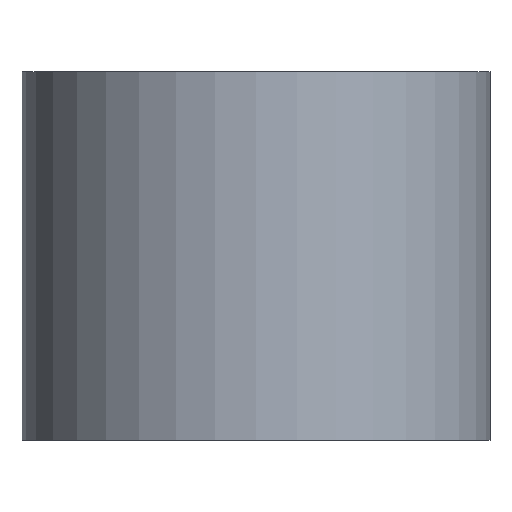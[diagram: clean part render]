
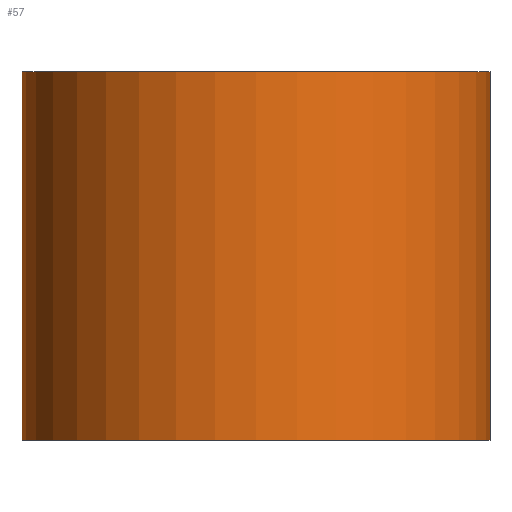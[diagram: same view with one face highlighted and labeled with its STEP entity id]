
A CAD part, front view. The second image highlights one B-rep face of the part: STEP entity #57.
In plain terms, the highlighted cylindrical face has radius 24.15 mm (diameter 48.3 mm), a partial arc.
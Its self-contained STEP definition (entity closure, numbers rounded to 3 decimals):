
#10 = ORIENTED_EDGE ( 'NONE', *, *, #11, .F. ) ;
#11 = EDGE_CURVE ( 'NONE', #64, #111, #31, .T. ) ;
#14 = ORIENTED_EDGE ( 'NONE', *, *, #15, .T. ) ;
#15 = EDGE_CURVE ( 'NONE', #54, #53, #317, .T. ) ;
#16 = ORIENTED_EDGE ( 'NONE', *, *, #106, .T. ) ;
#27 = DIRECTION ( 'NONE',  ( 1., 0., 0. ) ) ;
#28 = DIRECTION ( 'NONE',  ( 0., 0., 1. ) ) ;
#29 = CARTESIAN_POINT ( 'NONE',  ( 0., 0., 0. ) ) ;
#30 = AXIS2_PLACEMENT_3D ( 'NONE', #29, #28, #27 ) ;
#31 = CIRCLE ( 'NONE', #30, 24.15 ) ;
#53 = VERTEX_POINT ( 'NONE', #228 ) ;
#54 = VERTEX_POINT ( 'NONE', #227 ) ;
#57 = ADVANCED_FACE ( 'NONE', ( #265 ), #171, .T. ) ;
#58 = ORIENTED_EDGE ( 'NONE', *, *, #63, .F. ) ;
#63 = EDGE_CURVE ( 'NONE', #54, #64, #315, .T. ) ;
#64 = VERTEX_POINT ( 'NONE', #311 ) ;
#106 = EDGE_CURVE ( 'NONE', #53, #111, #279, .T. ) ;
#107 = EDGE_LOOP ( 'NONE', ( #58, #14, #16, #10 ) ) ;
#111 = VERTEX_POINT ( 'NONE', #305 ) ;
#147 = CARTESIAN_POINT ( 'NONE',  ( 0., 0., -38. ) ) ;
#169 = CARTESIAN_POINT ( 'NONE',  ( 0., 0., 0. ) ) ;
#170 = AXIS2_PLACEMENT_3D ( 'NONE', #169, #269, #268 ) ;
#171 = CYLINDRICAL_SURFACE ( 'NONE', #170, 24.15 ) ;
#200 = DIRECTION ( 'NONE',  ( 0., 0., 1. ) ) ;
#227 = CARTESIAN_POINT ( 'NONE',  ( -24.15, 0., -38. ) ) ;
#228 = CARTESIAN_POINT ( 'NONE',  ( 24.15, 0., -38. ) ) ;
#232 = DIRECTION ( 'NONE',  ( 1., 0., 0. ) ) ;
#265 = FACE_OUTER_BOUND ( 'NONE', #107, .T. ) ;
#268 = DIRECTION ( 'NONE',  ( 1., 0., 0. ) ) ;
#269 = DIRECTION ( 'NONE',  ( 0., 0., 1. ) ) ;
#276 = DIRECTION ( 'NONE',  ( 0., 0., 1. ) ) ;
#277 = VECTOR ( 'NONE', #276, 1000. ) ;
#278 = CARTESIAN_POINT ( 'NONE',  ( 24.15, 0., 0. ) ) ;
#279 = LINE ( 'NONE', #278, #277 ) ;
#305 = CARTESIAN_POINT ( 'NONE',  ( 24.15, 0., 0. ) ) ;
#311 = CARTESIAN_POINT ( 'NONE',  ( -24.15, 0., 0. ) ) ;
#312 = DIRECTION ( 'NONE',  ( 0., 0., 1. ) ) ;
#313 = VECTOR ( 'NONE', #312, 1000. ) ;
#314 = CARTESIAN_POINT ( 'NONE',  ( -24.15, 0., 0. ) ) ;
#315 = LINE ( 'NONE', #314, #313 ) ;
#317 = CIRCLE ( 'NONE', #324, 24.15 ) ;
#324 = AXIS2_PLACEMENT_3D ( 'NONE', #147, #200, #232 ) ;
